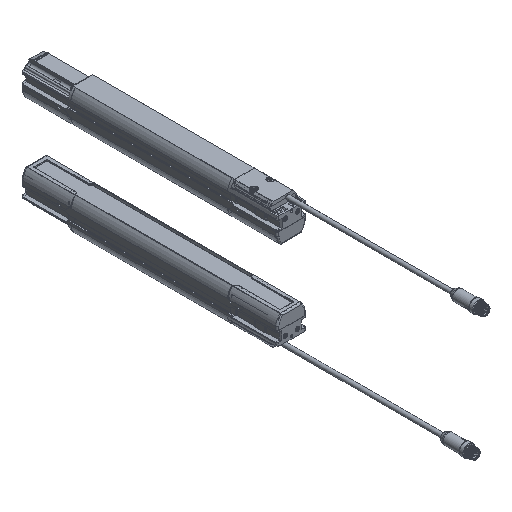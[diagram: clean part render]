
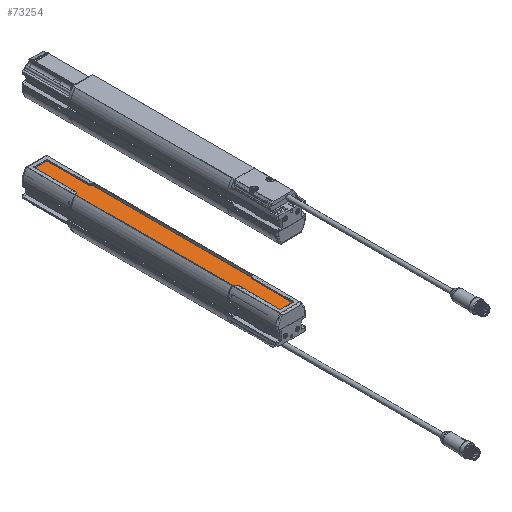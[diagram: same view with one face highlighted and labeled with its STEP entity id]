
A CAD part, isometric view. The second image highlights one B-rep face of the part: STEP entity #73254.
In plain terms, the highlighted planar face has unit normal (0, 0, 1).
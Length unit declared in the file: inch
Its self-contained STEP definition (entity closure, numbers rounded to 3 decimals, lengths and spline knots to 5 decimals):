
#6985 = LINE ( 'NONE', #75699, #27193 ) ;
#8924 = FACE_OUTER_BOUND ( 'NONE', #80932, .T. ) ;
#9986 = CARTESIAN_POINT ( 'NONE',  ( -0.41339, -5.99464, -1.5 ) ) ;
#12296 = DIRECTION ( 'NONE',  ( 0., 1., 0. ) ) ;
#13041 = CARTESIAN_POINT ( 'NONE',  ( -0.41339, 112.10576, -1.5 ) ) ;
#23695 = DIRECTION ( 'NONE',  ( 0., 0., -1. ) ) ;
#24316 = CARTESIAN_POINT ( 'NONE',  ( 0.41339, 6.0034, -1.5 ) ) ;
#27193 = VECTOR ( 'NONE', #38064, 39.37008 ) ;
#28560 = CARTESIAN_POINT ( 'NONE',  ( 0.41339, 112.10576, -1.5 ) ) ;
#29251 = ORIENTED_EDGE ( 'NONE', *, *, #85628, .F. ) ;
#30504 = CARTESIAN_POINT ( 'NONE',  ( -0.41339, 6.0034, -1.5 ) ) ;
#31040 = VERTEX_POINT ( 'NONE', #79434 ) ;
#31303 = AXIS2_PLACEMENT_3D ( 'NONE', #39975, #23695, #54668 ) ;
#32780 = VECTOR ( 'NONE', #12296, 39.37008 ) ;
#37333 = EDGE_CURVE ( 'NONE', #31040, #75058, #66716, .T. ) ;
#38064 = DIRECTION ( 'NONE',  ( 1., 0., 0. ) ) ;
#39633 = VECTOR ( 'NONE', #67491, 39.37008 ) ;
#39975 = CARTESIAN_POINT ( 'NONE',  ( -0.41339, 112.10576, -1.5 ) ) ;
#45262 = ORIENTED_EDGE ( 'NONE', *, *, #68832, .T. ) ;
#52780 = CARTESIAN_POINT ( 'NONE',  ( -0.21546, -5.99464, -1.5 ) ) ;
#54668 = DIRECTION ( 'NONE',  ( -1., 0., 0. ) ) ;
#66716 = LINE ( 'NONE', #28560, #32780 ) ;
#67491 = DIRECTION ( 'NONE',  ( 0., -1., 0. ) ) ;
#68832 = EDGE_CURVE ( 'NONE', #89556, #31040, #84858, .T. ) ;
#73254 = ADVANCED_FACE ( 'NONE', ( #8924 ), #92864, .F. ) ;
#75058 = VERTEX_POINT ( 'NONE', #24316 ) ;
#75699 = CARTESIAN_POINT ( 'NONE',  ( -0.41339, 6.0034, -1.5 ) ) ;
#77257 = DIRECTION ( 'NONE',  ( 1., 0., 0. ) ) ;
#79434 = CARTESIAN_POINT ( 'NONE',  ( 0.41339, -5.99464, -1.5 ) ) ;
#80932 = EDGE_LOOP ( 'NONE', ( #98156, #45262, #95491, #29251 ) ) ;
#81729 = LINE ( 'NONE', #13041, #39633 ) ;
#84858 = LINE ( 'NONE', #52780, #86668 ) ;
#85628 = EDGE_CURVE ( 'NONE', #87677, #75058, #6985, .T. ) ;
#86668 = VECTOR ( 'NONE', #77257, 39.37008 ) ;
#87677 = VERTEX_POINT ( 'NONE', #30504 ) ;
#89556 = VERTEX_POINT ( 'NONE', #9986 ) ;
#92790 = EDGE_CURVE ( 'NONE', #87677, #89556, #81729, .T. ) ;
#92864 = PLANE ( 'NONE',  #31303 ) ;
#95491 = ORIENTED_EDGE ( 'NONE', *, *, #37333, .T. ) ;
#98156 = ORIENTED_EDGE ( 'NONE', *, *, #92790, .T. ) ;
